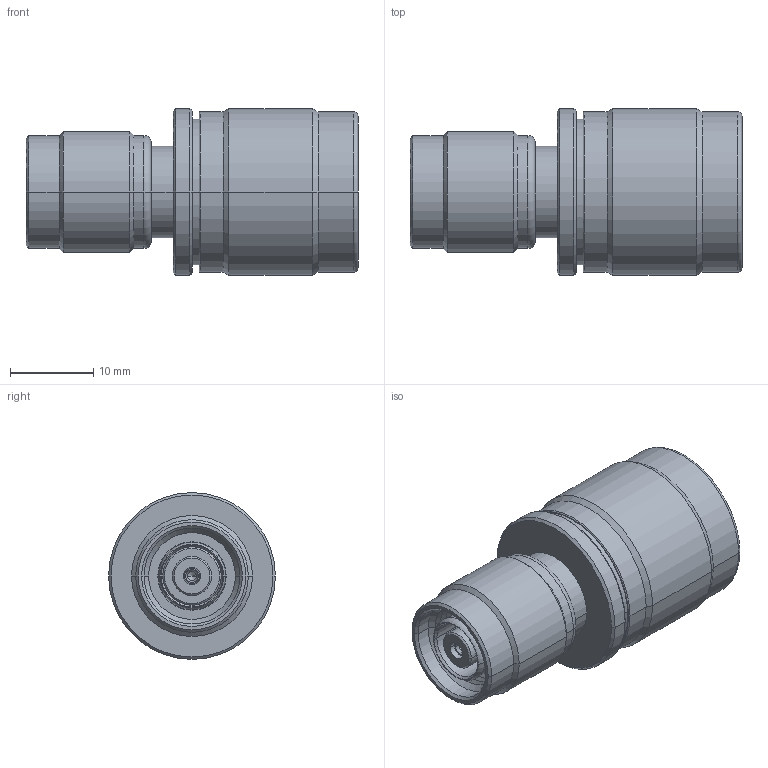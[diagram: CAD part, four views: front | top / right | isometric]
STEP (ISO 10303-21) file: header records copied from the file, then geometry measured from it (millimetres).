
FILE_DESCRIPTION (( 'STEP AP214' ), '1' );
FILE_NAME ('FMAD10050_3D.step', '2025-02-24T20:23:35', ( '' ), ( '' ), 'SwSTEP 2.0', 'SolidWorks 2022', '' );
FILE_SCHEMA (( 'AUTOMOTIVE_DESIGN' ));
Length unit declared in the file: millimetre
Products named in the file (1): FMAD10050_3D
Bounding box: 39.8 x 20 x 20 mm (x, y, z)
Volume: 6681.1 mm3; surface area: 6402.1 mm2
Topology: 1 solids, 1 shells, 202 faces, 426 edges, 246 vertices
Faces by surface type: cone 92, cylinder 62, plane 38, torus 8, sphere 2
Entity records: 5468 total; most frequent: DIRECTION 1040, CARTESIAN_POINT 993, ORIENTED_EDGE 848, AXIS2_PLACEMENT_3D 437, EDGE_CURVE 424, VERTEX_POINT 246, CIRCLE 234, EDGE_LOOP 224
